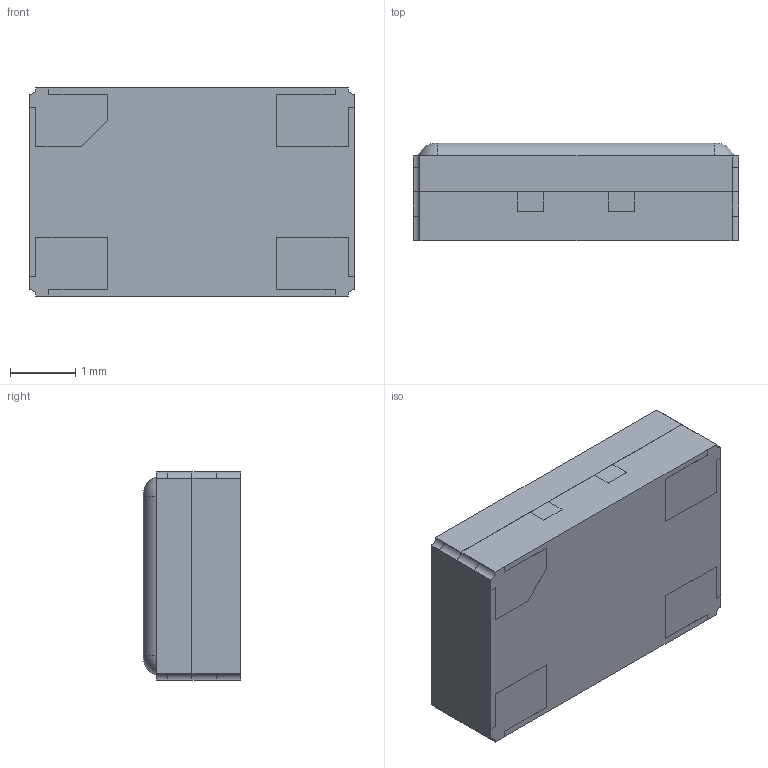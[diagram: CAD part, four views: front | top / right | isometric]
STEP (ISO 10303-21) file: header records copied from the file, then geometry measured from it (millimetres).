
FILE_DESCRIPTION (( 'STEP AP214' ), '1' );
FILE_NAME ('ASVTX-09.STEP', '2012-09-20T10:46:42', ( '' ), ( '' ), 'SwSTEP 2.0', 'SolidWorks 2012', '' );
FILE_SCHEMA (( 'AUTOMOTIVE_DESIGN' ));
Length unit declared in the file: millimetre
Products named in the file (1): ASVTX-09
Bounding box: 5 x 1.5 x 3.2 mm (x, y, z)
Volume: 23.5 mm3; surface area: 86.3 mm2
Topology: 2 solids, 2 shells, 182 faces, 498 edges, 332 vertices
Faces by surface type: plane 115, bspline 43, cylinder 20, torus 4
Entity records: 9158 total; most frequent: CARTESIAN_POINT 3504, ORIENTED_EDGE 996, DIRECTION 732, EDGE_CURVE 498, VECTOR 372, LINE 372, VERTEX_POINT 332, EDGE_LOOP 194
